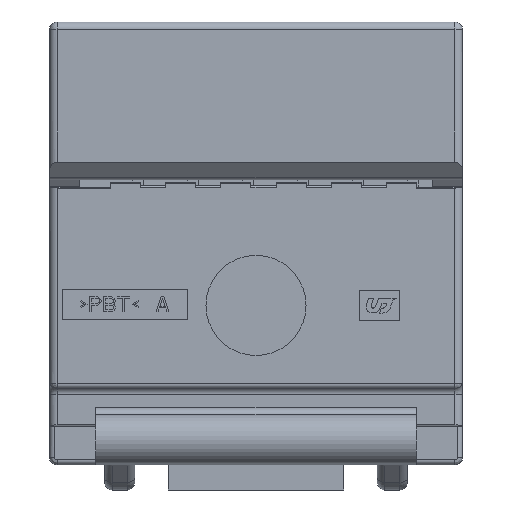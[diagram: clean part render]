
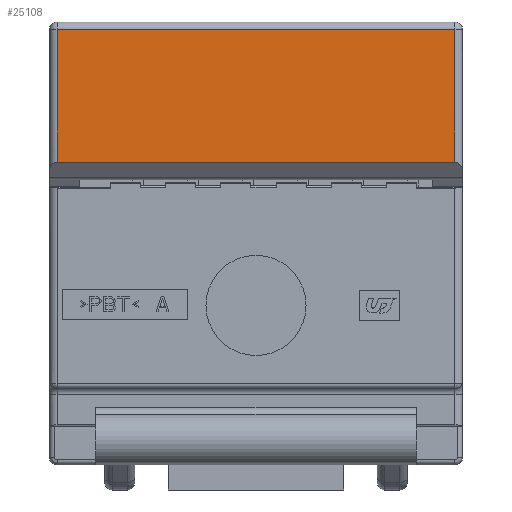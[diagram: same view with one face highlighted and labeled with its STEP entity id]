
A CAD part, front view. The second image highlights one B-rep face of the part: STEP entity #25108.
In plain terms, the highlighted planar face has unit normal (0, -1, 0).
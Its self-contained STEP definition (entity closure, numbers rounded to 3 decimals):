
#9204=DIRECTION('',(0.,0.,-1.));
#9205=VECTOR('',#9204,5.3);
#9206=CARTESIAN_POINT('',(7.95,0.,-0.3));
#9207=LINE('',#9206,#9205);
#9208=DIRECTION('',(1.,0.,0.));
#9209=VECTOR('',#9208,15.9);
#9210=CARTESIAN_POINT('',(-7.95,0.,-5.6));
#9211=LINE('',#9210,#9209);
#9212=DIRECTION('',(0.,0.,-1.));
#9213=VECTOR('',#9212,5.3);
#9214=CARTESIAN_POINT('',(-7.95,0.,-0.3));
#9215=LINE('',#9214,#9213);
#9216=DIRECTION('',(1.,0.,0.));
#9217=VECTOR('',#9216,15.9);
#9218=CARTESIAN_POINT('',(-7.95,0.,-0.3));
#9219=LINE('',#9218,#9217);
#9224=CARTESIAN_POINT('',(-7.95,0.,-5.6));
#9236=CARTESIAN_POINT('',(7.95,0.,-5.6));
#10538=VERTEX_POINT('',#9236);
#10539=CARTESIAN_POINT('',(7.95,0.,-0.3));
#10540=VERTEX_POINT('',#10539);
#10543=CARTESIAN_POINT('',(-7.95,0.,-0.3));
#10544=VERTEX_POINT('',#10543);
#10549=VERTEX_POINT('',#9224);
#25094=CARTESIAN_POINT('',(-8.25,0.,0.));
#25095=DIRECTION('',(0.,-1.,0.));
#25096=DIRECTION('',(1.,0.,0.));
#25097=AXIS2_PLACEMENT_3D('',#25094,#25095,#25096);
#25098=PLANE('',#25097);
#25100=ORIENTED_EDGE('',*,*,#25099,.T.);
#25102=ORIENTED_EDGE('',*,*,#25101,.F.);
#25104=ORIENTED_EDGE('',*,*,#25103,.F.);
#25105=ORIENTED_EDGE('',*,*,#25085,.T.);
#25106=EDGE_LOOP('',(#25100,#25102,#25104,#25105));
#25107=FACE_OUTER_BOUND('',#25106,.F.);
#25108=ADVANCED_FACE('',(#25107),#25098,.T.);
#25085=EDGE_CURVE('',#10544,#10540,#9219,.T.);
#25099=EDGE_CURVE('',#10540,#10538,#9207,.T.);
#25101=EDGE_CURVE('',#10549,#10538,#9211,.T.);
#25103=EDGE_CURVE('',#10544,#10549,#9215,.T.);
